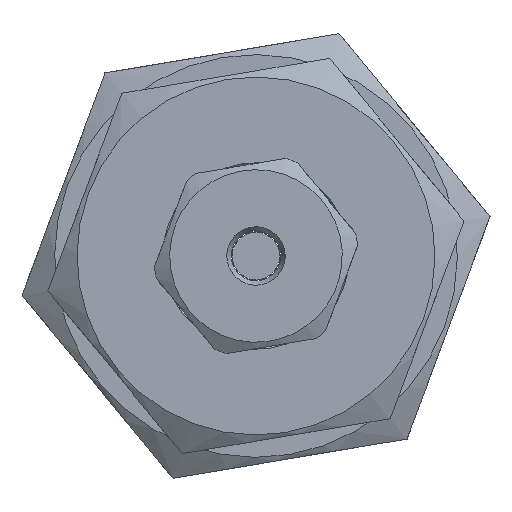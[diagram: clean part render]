
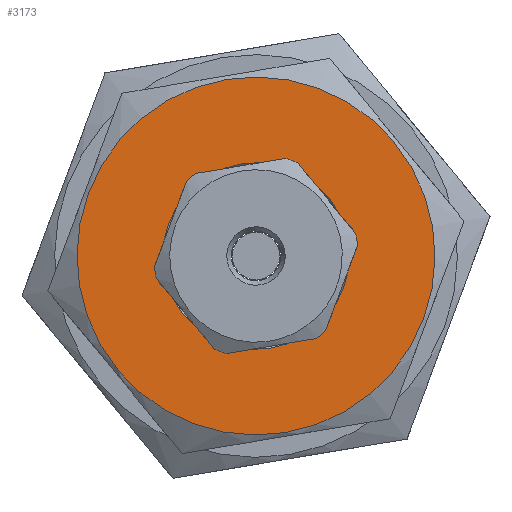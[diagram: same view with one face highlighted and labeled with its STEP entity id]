
A CAD part, left-side view. The second image highlights one B-rep face of the part: STEP entity #3173.
In plain terms, the highlighted planar face has unit normal (-1, 0, 0).
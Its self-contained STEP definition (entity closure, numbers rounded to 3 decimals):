
#3142=CARTESIAN_POINT('',(-7.324,-6.137,1.03));
#3143=VERTEX_POINT('',#3142);
#3144=CARTESIAN_POINT('',(-7.324,0.,0.));
#3145=DIRECTION('',(1.0,0.,0.));
#3146=DIRECTION('',(0.,-0.986,0.166));
#3147=AXIS2_PLACEMENT_3D('',#3144,#3145,#3146);
#3148=CIRCLE('',#3147,6.223);
#3149=EDGE_CURVE('',#3143,#3143,#3148,.T.);
#3154=CARTESIAN_POINT('',(-7.324,-3.069,0.515));
#3155=DIRECTION('',(-1.0,0.0,0.0));
#3156=DIRECTION('',(0.0,-0.166,-0.986));
#3157=AXIS2_PLACEMENT_3D('',#3154,#3155,#3156);
#3158=PLANE('',#3157);
#3159=ORIENTED_EDGE('',*,*,#3149,.F.);
#3160=EDGE_LOOP('',(#3159));
#3161=FACE_OUTER_BOUND('',#3160,.T.);
#3162=CARTESIAN_POINT('',(-7.324,3.196,-0.537));
#3163=VERTEX_POINT('',#3162);
#3164=CARTESIAN_POINT('',(-7.324,0.,0.));
#3165=DIRECTION('',(-1.0,0.,0.));
#3166=DIRECTION('',(0.,-0.986,0.166));
#3167=AXIS2_PLACEMENT_3D('',#3164,#3165,#3166);
#3168=CIRCLE('',#3167,3.241);
#3169=EDGE_CURVE('',#3163,#3163,#3168,.T.);
#3170=ORIENTED_EDGE('',*,*,#3169,.F.);
#3171=EDGE_LOOP('',(#3170));
#3172=FACE_BOUND('',#3171,.T.);
#3173=ADVANCED_FACE('',(#3161,#3172),#3158,.T.);
